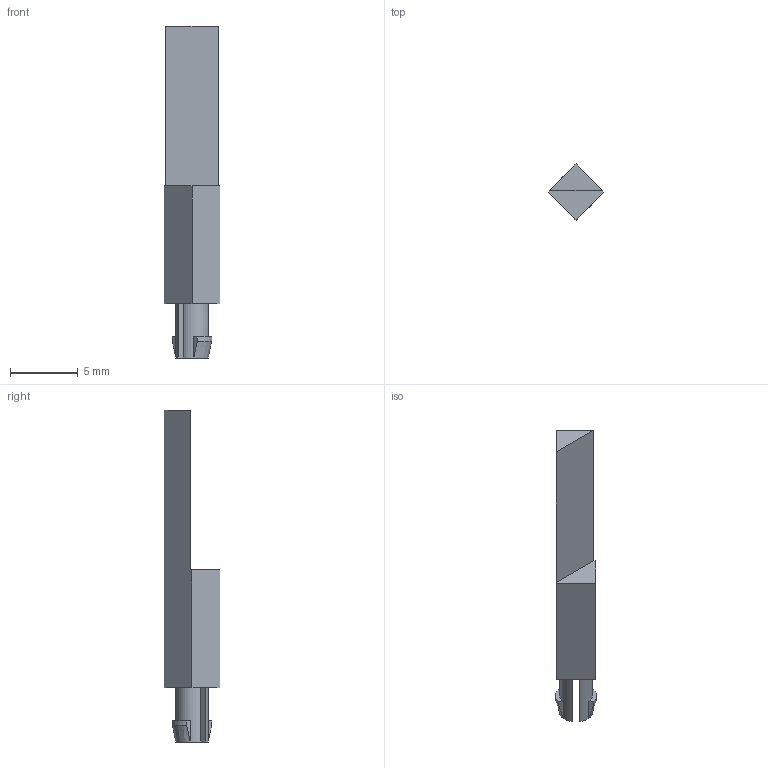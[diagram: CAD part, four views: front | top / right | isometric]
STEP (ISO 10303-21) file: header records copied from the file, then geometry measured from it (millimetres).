
FILE_DESCRIPTION(('Creo Elements/Direct Modeling STEP Export'),'2;1');
FILE_NAME('0lndqdl4in5huh92284','2018-05-14T11:07:53',(''),(''),'PTC Creo Elements/Direct Modeling STEP processor for AP214 (Solid Model)','PTC Creo Elements/Direct Modeling 19.0E 27-Jun-2016 (C) Parametric Technology GmbH','');
FILE_SCHEMA(('AUTOMOTIVE_DESIGN { 1 0 10303 214 1 1 1 1 }'));
Length unit declared in the file: millimetre
Products named in the file (2): CR_K03
Assembly tree (1 placements, depth 2):
  CR_K03
    CR_K03
Bounding box: 4.1 x 4.1 x 24.5 mm (x, y, z)
Volume: 132.3 mm3; surface area: 276.1 mm2
Topology: 1 solids, 1 shells, 24 faces, 56 edges, 36 vertices
Faces by surface type: plane 18, cylinder 4, cone 2
Entity records: 950 total; most frequent: CARTESIAN_POINT 173, ORIENTED_EDGE 112, DIRECTION 108, EDGE_CURVE 56, VECTOR 38, LINE 38, VERTEX_POINT 36, AXIS2_PLACEMENT_3D 35
